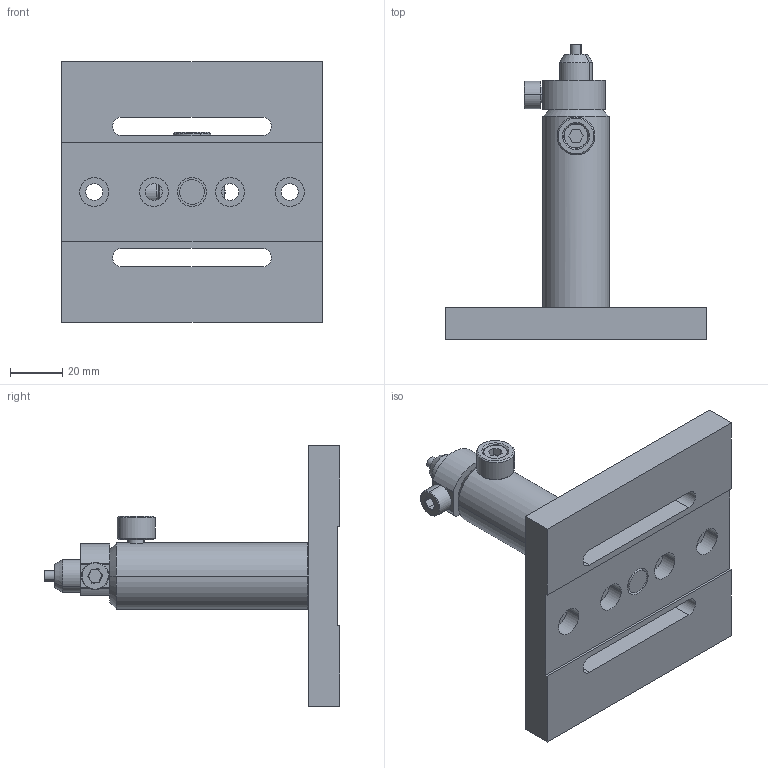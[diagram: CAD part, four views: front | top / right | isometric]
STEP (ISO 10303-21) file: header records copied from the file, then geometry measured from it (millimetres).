
FILE_DESCRIPTION (( 'STEP AP214' ), '1' );
FILE_NAME ('SK-9773- Assemblage Stand 201102 (flash).STEP', '2018-01-09T19:07:55', ( '' ), ( '' ), 'SwSTEP 2.0', 'SolidWorks 2016', '' );
FILE_SCHEMA (( 'AUTOMOTIVE_DESIGN' ));
Length unit declared in the file: millimetre
Products named in the file (12): 7714; SK-9773- Assemblage Stand 201102 (flash); vis chh 1 _4-20X9.51; BOUTON MOLETÉ; 100064; 100337; R2-Solidworks; 101540A; VIS SS-8_32x.9.525; VIS SS-1_4-20x 12.7
Assembly tree (11 placements, depth 3):
  SK-9773- Assemblage Stand 201102 (flash)
    100064
      100064
      BOUTON MOLETÉ
      vis chh 1 _4-20X9.51
    100337
      100337
      VIS SS-8_32x.9.525
      VIS SS-1_4-20x 12.7
    101540A
    R2-Solidworks
    7714
Bounding box: 100 x 113.25 x 100 mm (x, y, z)
Volume: 147689.7 mm3; surface area: 45929.9 mm2
Topology: 11 solids, 11 shells, 353 faces, 780 edges, 459 vertices
Faces by surface type: cylinder 144, cone 108, plane 101
Entity records: 13873 total; most frequent: CARTESIAN_POINT 3193, DIRECTION 1697, ORIENTED_EDGE 1544, EDGE_CURVE 772, AXIS2_PLACEMENT_3D 645, VERTEX_POINT 459, LINE 407, VECTOR 407
